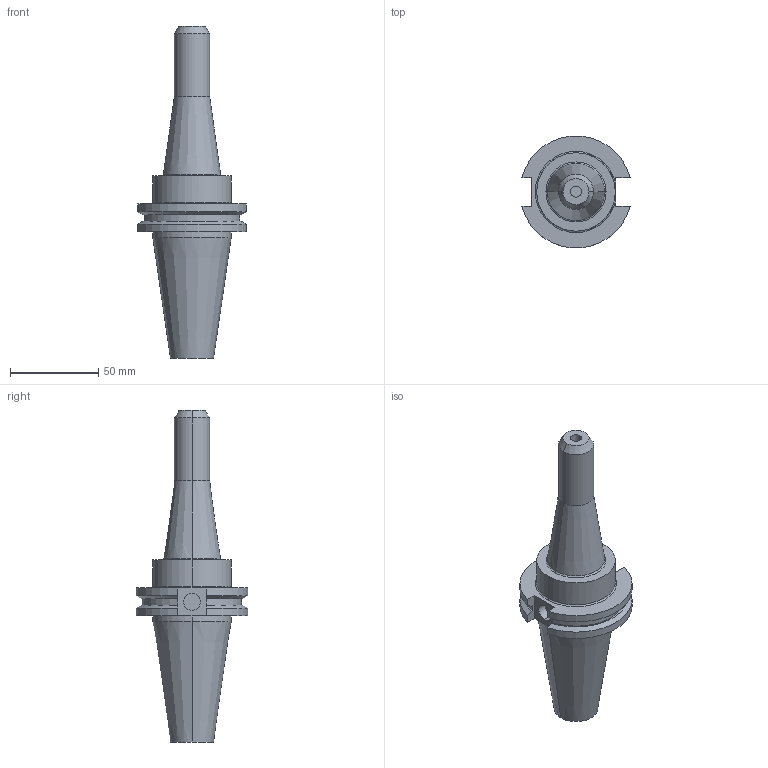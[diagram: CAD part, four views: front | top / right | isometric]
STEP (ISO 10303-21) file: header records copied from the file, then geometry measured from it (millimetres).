
FILE_DESCRIPTION (( 'STEP AP203' ), '1' );
FILE_NAME ('STP-TE-22911-4.72-RR.STEP', '2017-01-18T08:52:26', ( '' ), ( '' ), 'SwSTEP 2.0', 'SolidWorks 2015', '' );
FILE_SCHEMA (( 'CONFIG_CONTROL_DESIGN' ));
Length unit declared in the file: millimetre
Products named in the file (1): STP-TE-22911-4.72-RR
Bounding box: 61.35 x 63.26 x 188.14 mm (x, y, z)
Volume: 166794 mm3; surface area: 27314.7 mm2
Topology: 1 solids, 1 shells, 58 faces, 137 edges, 86 vertices
Faces by surface type: cylinder 22, plane 19, cone 12, torus 4, bspline 1
Entity records: 1794 total; most frequent: CARTESIAN_POINT 355, DIRECTION 304, ORIENTED_EDGE 270, EDGE_CURVE 135, AXIS2_PLACEMENT_3D 121, VERTEX_POINT 86, EDGE_LOOP 65, CIRCLE 63
